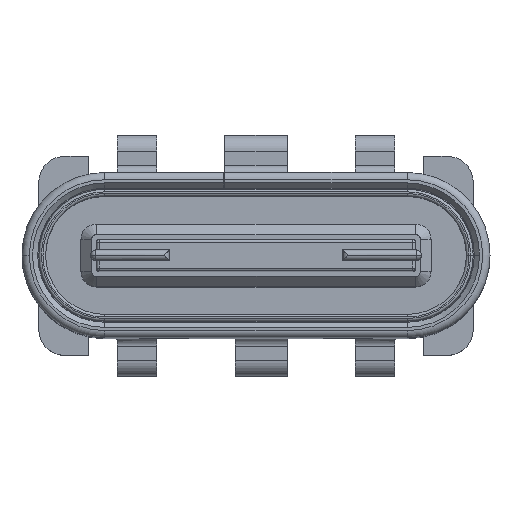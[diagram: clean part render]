
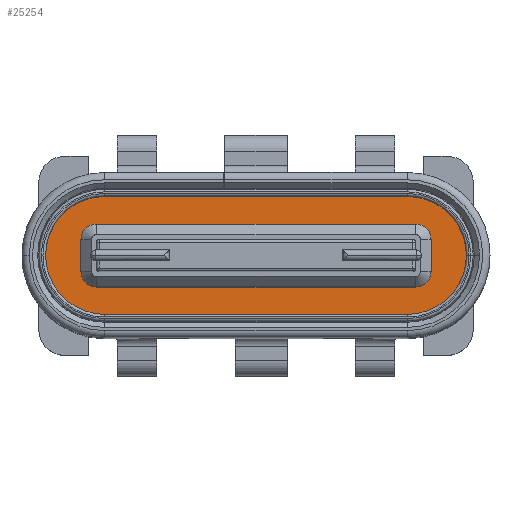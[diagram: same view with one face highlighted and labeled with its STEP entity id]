
A CAD part, top view. The second image highlights one B-rep face of the part: STEP entity #25254.
In plain terms, the highlighted planar face has unit normal (0, 0, 1).
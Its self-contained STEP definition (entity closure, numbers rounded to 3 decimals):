
#274 = VERTEX_POINT ( 'NONE', #30428 ) ;
#553 = AXIS2_PLACEMENT_3D ( 'NONE', #6121, #15771, #11156 ) ;
#769 = CARTESIAN_POINT ( 'NONE',  ( -4.02, 0., 2.28 ) ) ;
#776 = LINE ( 'NONE', #29739, #3859 ) ;
#1340 = CARTESIAN_POINT ( 'NONE',  ( 3.045, -0.3, 2.28 ) ) ;
#1871 = EDGE_CURVE ( 'NONE', #17486, #9650, #22934, .T. ) ;
#2028 = LINE ( 'NONE', #9299, #15273 ) ;
#2100 = VECTOR ( 'NONE', #12015, 1000. ) ;
#2378 = LINE ( 'NONE', #19308, #2100 ) ;
#2497 = EDGE_CURVE ( 'NONE', #274, #2765, #10727, .T. ) ;
#2765 = VERTEX_POINT ( 'NONE', #28911 ) ;
#2907 = VERTEX_POINT ( 'NONE', #5490 ) ;
#3044 = ORIENTED_EDGE ( 'NONE', *, *, #26863, .F. ) ;
#3139 = DIRECTION ( 'NONE',  ( 1., 0., 0. ) ) ;
#3859 = VECTOR ( 'NONE', #15339, 1000. ) ;
#3992 = ORIENTED_EDGE ( 'NONE', *, *, #28242, .T. ) ;
#4403 = DIRECTION ( 'NONE',  ( -1., 0., 0. ) ) ;
#4643 = VERTEX_POINT ( 'NONE', #20284 ) ;
#4958 = DIRECTION ( 'NONE',  ( 1., 0., 0. ) ) ;
#5187 = AXIS2_PLACEMENT_3D ( 'NONE', #26016, #18726, #30288 ) ;
#5490 = CARTESIAN_POINT ( 'NONE',  ( 3.045, 0.6, 2.28 ) ) ;
#5922 = ORIENTED_EDGE ( 'NONE', *, *, #28635, .F. ) ;
#6121 = CARTESIAN_POINT ( 'NONE',  ( -2.89, 0., 2.28 ) ) ;
#6384 = VERTEX_POINT ( 'NONE', #12271 ) ;
#6468 = LINE ( 'NONE', #16439, #26358 ) ;
#6501 = CARTESIAN_POINT ( 'NONE',  ( -2.89, 0., 2.28 ) ) ;
#6614 = VERTEX_POINT ( 'NONE', #30790 ) ;
#6707 = ORIENTED_EDGE ( 'NONE', *, *, #14754, .T. ) ;
#7032 = FACE_OUTER_BOUND ( 'NONE', #20168, .T. ) ;
#7162 = DIRECTION ( 'NONE',  ( 0., 1., 0. ) ) ;
#8319 = DIRECTION ( 'NONE',  ( 0., 0., 1. ) ) ;
#8416 = EDGE_CURVE ( 'NONE', #25290, #17486, #6468, .T. ) ;
#8543 = VECTOR ( 'NONE', #3139, 1000. ) ;
#9287 = AXIS2_PLACEMENT_3D ( 'NONE', #31055, #8319, #11261 ) ;
#9299 = CARTESIAN_POINT ( 'NONE',  ( 2.89, 1.13, 2.28 ) ) ;
#9325 = VERTEX_POINT ( 'NONE', #19307 ) ;
#9407 = CARTESIAN_POINT ( 'NONE',  ( -3.345, 0.3, 2.28 ) ) ;
#9650 = VERTEX_POINT ( 'NONE', #14058 ) ;
#10407 = DIRECTION ( 'NONE',  ( 0., 0., 1. ) ) ;
#10450 = EDGE_CURVE ( 'NONE', #6614, #25290, #16648, .T. ) ;
#10727 = LINE ( 'NONE', #25000, #8543 ) ;
#11156 = DIRECTION ( 'NONE',  ( 1., 0., 0. ) ) ;
#11261 = DIRECTION ( 'NONE',  ( 1., 0., 0. ) ) ;
#11538 = ORIENTED_EDGE ( 'NONE', *, *, #15707, .T. ) ;
#11838 = ORIENTED_EDGE ( 'NONE', *, *, #8416, .F. ) ;
#11899 = CARTESIAN_POINT ( 'NONE',  ( 3.345, -0.3, 2.28 ) ) ;
#11989 = VERTEX_POINT ( 'NONE', #25813 ) ;
#12015 = DIRECTION ( 'NONE',  ( 1., 0., 0. ) ) ;
#12271 = CARTESIAN_POINT ( 'NONE',  ( 2.89, 1.13, 2.28 ) ) ;
#13915 = ORIENTED_EDGE ( 'NONE', *, *, #17745, .F. ) ;
#13951 = EDGE_CURVE ( 'NONE', #18316, #4643, #21728, .T. ) ;
#14058 = CARTESIAN_POINT ( 'NONE',  ( -3.045, -0.6, 2.28 ) ) ;
#14306 = FACE_BOUND ( 'NONE', #22593, .T. ) ;
#14754 = EDGE_CURVE ( 'NONE', #2765, #6384, #26824, .T. ) ;
#15273 = VECTOR ( 'NONE', #4403, 1000. ) ;
#15339 = DIRECTION ( 'NONE',  ( -1., 0., 0. ) ) ;
#15707 = EDGE_CURVE ( 'NONE', #6384, #11989, #2028, .T. ) ;
#15743 = DIRECTION ( 'NONE',  ( 0., 0., 1. ) ) ;
#15771 = DIRECTION ( 'NONE',  ( 0., 0., 1. ) ) ;
#16026 = ORIENTED_EDGE ( 'NONE', *, *, #17183, .T. ) ;
#16439 = CARTESIAN_POINT ( 'NONE',  ( -3.345, 0.3, 2.28 ) ) ;
#16537 = PLANE ( 'NONE',  #29509 ) ;
#16648 = CIRCLE ( 'NONE', #20172, 0.3 ) ;
#17183 = EDGE_CURVE ( 'NONE', #27320, #274, #29869, .T. ) ;
#17486 = VERTEX_POINT ( 'NONE', #26815 ) ;
#17692 = CARTESIAN_POINT ( 'NONE',  ( 2.89, 0., 2.28 ) ) ;
#17745 = EDGE_CURVE ( 'NONE', #9650, #18316, #2378, .T. ) ;
#17834 = CIRCLE ( 'NONE', #5187, 0.3 ) ;
#18246 = AXIS2_PLACEMENT_3D ( 'NONE', #17692, #10407, #29397 ) ;
#18259 = DIRECTION ( 'NONE',  ( 1., 0., 0. ) ) ;
#18316 = VERTEX_POINT ( 'NONE', #29553 ) ;
#18726 = DIRECTION ( 'NONE',  ( 0., 0., 1. ) ) ;
#19307 = CARTESIAN_POINT ( 'NONE',  ( 3.345, 0.3, 2.28 ) ) ;
#19308 = CARTESIAN_POINT ( 'NONE',  ( -3.045, -0.6, 2.28 ) ) ;
#20168 = EDGE_LOOP ( 'NONE', ( #6707, #11538, #3992, #16026, #22669 ) ) ;
#20172 = AXIS2_PLACEMENT_3D ( 'NONE', #27930, #30294, #18259 ) ;
#20284 = CARTESIAN_POINT ( 'NONE',  ( 3.345, -0.3, 2.28 ) ) ;
#21034 = CIRCLE ( 'NONE', #25095, 1.13 ) ;
#21728 = CIRCLE ( 'NONE', #24251, 0.3 ) ;
#21997 = ORIENTED_EDGE ( 'NONE', *, *, #10450, .F. ) ;
#22593 = EDGE_LOOP ( 'NONE', ( #24749, #3044, #28438, #13915, #29966, #11838, #21997, #5922 ) ) ;
#22669 = ORIENTED_EDGE ( 'NONE', *, *, #2497, .T. ) ;
#22934 = CIRCLE ( 'NONE', #9287, 0.3 ) ;
#24251 = AXIS2_PLACEMENT_3D ( 'NONE', #1340, #15743, #25398 ) ;
#24261 = DIRECTION ( 'NONE',  ( 0., 0., 1. ) ) ;
#24749 = ORIENTED_EDGE ( 'NONE', *, *, #30688, .F. ) ;
#25000 = CARTESIAN_POINT ( 'NONE',  ( -2.89, -1.13, 2.28 ) ) ;
#25095 = AXIS2_PLACEMENT_3D ( 'NONE', #6501, #28660, #30857 ) ;
#25254 = ADVANCED_FACE ( 'NONE', ( #14306, #7032 ), #16537, .T. ) ;
#25290 = VERTEX_POINT ( 'NONE', #9407 ) ;
#25398 = DIRECTION ( 'NONE',  ( 1., 0., 0. ) ) ;
#25813 = CARTESIAN_POINT ( 'NONE',  ( -2.89, 1.13, 2.28 ) ) ;
#26016 = CARTESIAN_POINT ( 'NONE',  ( 3.045, 0.3, 2.28 ) ) ;
#26178 = LINE ( 'NONE', #11899, #30565 ) ;
#26358 = VECTOR ( 'NONE', #27843, 1000. ) ;
#26815 = CARTESIAN_POINT ( 'NONE',  ( -3.345, -0.3, 2.28 ) ) ;
#26824 = CIRCLE ( 'NONE', #18246, 1.13 ) ;
#26863 = EDGE_CURVE ( 'NONE', #4643, #9325, #26178, .T. ) ;
#27320 = VERTEX_POINT ( 'NONE', #769 ) ;
#27843 = DIRECTION ( 'NONE',  ( 0., -1., 0. ) ) ;
#27930 = CARTESIAN_POINT ( 'NONE',  ( -3.045, 0.3, 2.28 ) ) ;
#28242 = EDGE_CURVE ( 'NONE', #11989, #27320, #21034, .T. ) ;
#28438 = ORIENTED_EDGE ( 'NONE', *, *, #13951, .F. ) ;
#28635 = EDGE_CURVE ( 'NONE', #2907, #6614, #776, .T. ) ;
#28660 = DIRECTION ( 'NONE',  ( 0., 0., 1. ) ) ;
#28911 = CARTESIAN_POINT ( 'NONE',  ( 2.89, -1.13, 2.28 ) ) ;
#29397 = DIRECTION ( 'NONE',  ( 1., 0., 0. ) ) ;
#29509 = AXIS2_PLACEMENT_3D ( 'NONE', #30927, #24261, #4958 ) ;
#29553 = CARTESIAN_POINT ( 'NONE',  ( 3.045, -0.6, 2.28 ) ) ;
#29739 = CARTESIAN_POINT ( 'NONE',  ( 3.045, 0.6, 2.28 ) ) ;
#29869 = CIRCLE ( 'NONE', #553, 1.13 ) ;
#29966 = ORIENTED_EDGE ( 'NONE', *, *, #1871, .F. ) ;
#30288 = DIRECTION ( 'NONE',  ( 1., 0., 0. ) ) ;
#30294 = DIRECTION ( 'NONE',  ( 0., 0., 1. ) ) ;
#30428 = CARTESIAN_POINT ( 'NONE',  ( -2.89, -1.13, 2.28 ) ) ;
#30565 = VECTOR ( 'NONE', #7162, 1000. ) ;
#30688 = EDGE_CURVE ( 'NONE', #9325, #2907, #17834, .T. ) ;
#30790 = CARTESIAN_POINT ( 'NONE',  ( -3.045, 0.6, 2.28 ) ) ;
#30857 = DIRECTION ( 'NONE',  ( 1., 0., 0. ) ) ;
#30927 = CARTESIAN_POINT ( 'NONE',  ( 2.89, 0., 2.28 ) ) ;
#31055 = CARTESIAN_POINT ( 'NONE',  ( -3.045, -0.3, 2.28 ) ) ;
